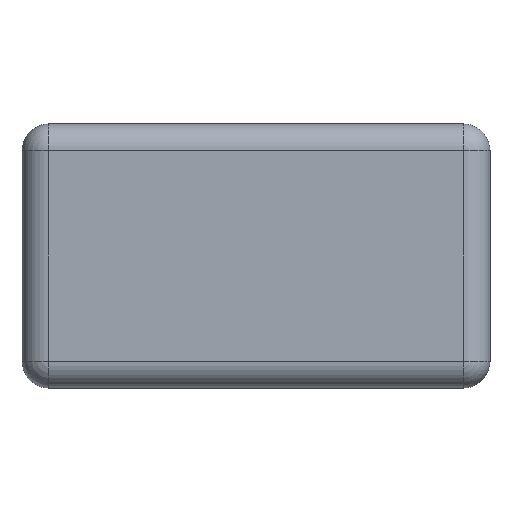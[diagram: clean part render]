
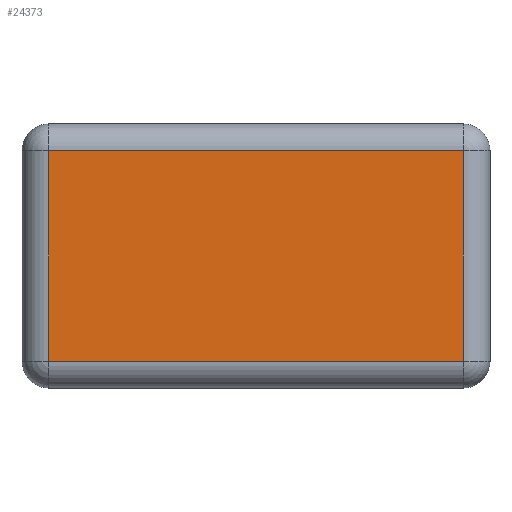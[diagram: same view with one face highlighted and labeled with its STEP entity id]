
A CAD part, front view. The second image highlights one B-rep face of the part: STEP entity #24373.
In plain terms, the highlighted planar face has unit normal (0, -1, 0).
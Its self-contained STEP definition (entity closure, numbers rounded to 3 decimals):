
#1550 = LINE ( 'NONE', #61374, #63885 ) ;
#1796 = LINE ( 'NONE', #23461, #13899 ) ;
#11381 = EDGE_CURVE ( 'NONE', #62510, #21758, #13465, .T. ) ;
#12811 = DIRECTION ( 'NONE',  ( 1., 0., 0. ) ) ;
#13465 = LINE ( 'NONE', #56247, #19780 ) ;
#13899 = VECTOR ( 'NONE', #12811, 1000. ) ;
#14545 = DIRECTION ( 'NONE',  ( 0., 0., -1. ) ) ;
#14875 = VECTOR ( 'NONE', #37315, 1000. ) ;
#16579 = EDGE_LOOP ( 'NONE', ( #37427, #49910, #40557, #22809 ) ) ;
#19780 = VECTOR ( 'NONE', #40204, 1000. ) ;
#21373 = AXIS2_PLACEMENT_3D ( 'NONE', #41641, #61966, #14545 ) ;
#21758 = VERTEX_POINT ( 'NONE', #46484 ) ;
#22809 = ORIENTED_EDGE ( 'NONE', *, *, #11381, .T. ) ;
#23461 = CARTESIAN_POINT ( 'NONE',  ( 0., -246.167, -312.901 ) ) ;
#24373 = ADVANCED_FACE ( 'NONE', ( #68005 ), #41281, .T. ) ;
#29514 = VERTEX_POINT ( 'NONE', #36696 ) ;
#36696 = CARTESIAN_POINT ( 'NONE',  ( -616.273, -246.167, -312.901 ) ) ;
#37315 = DIRECTION ( 'NONE',  ( 0., 0., -1. ) ) ;
#37427 = ORIENTED_EDGE ( 'NONE', *, *, #47839, .T. ) ;
#40204 = DIRECTION ( 'NONE',  ( 0., 0., 1. ) ) ;
#40557 = ORIENTED_EDGE ( 'NONE', *, *, #42953, .T. ) ;
#41278 = EDGE_CURVE ( 'NONE', #43130, #29514, #59069, .T. ) ;
#41281 = PLANE ( 'NONE',  #21373 ) ;
#41641 = CARTESIAN_POINT ( 'NONE',  ( 0., -246.167, 0. ) ) ;
#41866 = CARTESIAN_POINT ( 'NONE',  ( 616.273, -246.167, -312.901 ) ) ;
#42953 = EDGE_CURVE ( 'NONE', #29514, #62510, #1796, .T. ) ;
#43130 = VERTEX_POINT ( 'NONE', #57863 ) ;
#46484 = CARTESIAN_POINT ( 'NONE',  ( 616.273, -246.167, 312.901 ) ) ;
#47839 = EDGE_CURVE ( 'NONE', #21758, #43130, #1550, .T. ) ;
#48941 = DIRECTION ( 'NONE',  ( -1., 0., 0. ) ) ;
#49910 = ORIENTED_EDGE ( 'NONE', *, *, #41278, .T. ) ;
#56247 = CARTESIAN_POINT ( 'NONE',  ( 616.273, -246.167, 0. ) ) ;
#57863 = CARTESIAN_POINT ( 'NONE',  ( -616.273, -246.167, 312.901 ) ) ;
#59069 = LINE ( 'NONE', #65475, #14875 ) ;
#61374 = CARTESIAN_POINT ( 'NONE',  ( 0., -246.167, 312.901 ) ) ;
#61966 = DIRECTION ( 'NONE',  ( 0., -1., 0. ) ) ;
#62510 = VERTEX_POINT ( 'NONE', #41866 ) ;
#63885 = VECTOR ( 'NONE', #48941, 1000. ) ;
#65475 = CARTESIAN_POINT ( 'NONE',  ( -616.273, -246.167, 0. ) ) ;
#68005 = FACE_OUTER_BOUND ( 'NONE', #16579, .T. ) ;
